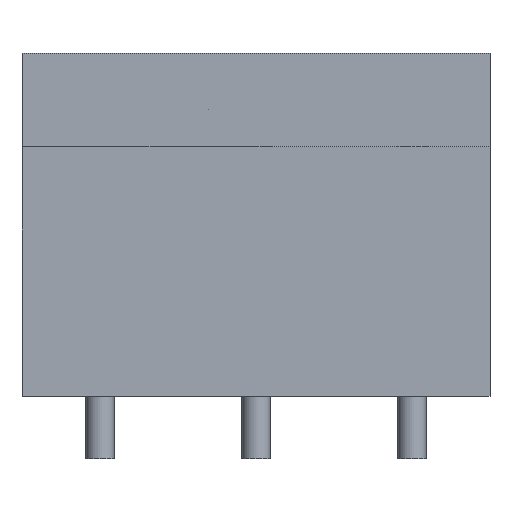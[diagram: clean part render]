
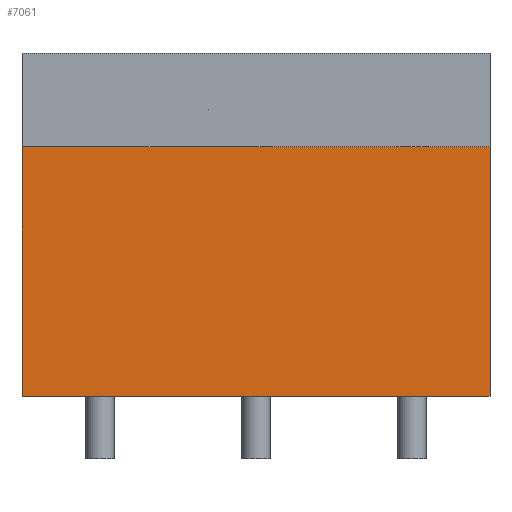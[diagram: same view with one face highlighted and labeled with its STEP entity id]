
A CAD part, front view. The second image highlights one B-rep face of the part: STEP entity #7061.
In plain terms, the highlighted planar face has unit normal (0, -1, 0).
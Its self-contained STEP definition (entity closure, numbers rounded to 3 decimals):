
#4768 = CARTESIAN_POINT ( 'NONE',  ( 12.5, -5.5, 0. ) ) ;
#4774 = CARTESIAN_POINT ( 'NONE',  ( -2.5, -5.5, 0. ) ) ;
#4794 = FACE_OUTER_BOUND ( 'NONE', #7062, .T. ) ;
#4801 = DIRECTION ( 'NONE',  ( 1., 0., 0. ) ) ;
#4802 = VECTOR ( 'NONE', #4801, 1000. ) ;
#4803 = CARTESIAN_POINT ( 'NONE',  ( -2.5, -5.5, 8. ) ) ;
#4804 = LINE ( 'NONE', #4803, #4802 ) ;
#4805 = CARTESIAN_POINT ( 'NONE',  ( 12.5, -5.5, 8. ) ) ;
#4806 = DIRECTION ( 'NONE',  ( 0., 0., -1. ) ) ;
#4807 = VECTOR ( 'NONE', #4806, 1000. ) ;
#4808 = CARTESIAN_POINT ( 'NONE',  ( 12.5, -5.5, 11. ) ) ;
#4809 = LINE ( 'NONE', #4808, #4807 ) ;
#4835 = DIRECTION ( 'NONE',  ( -1., 0., 0. ) ) ;
#4836 = DIRECTION ( 'NONE',  ( 0., 1., 0. ) ) ;
#4837 = CARTESIAN_POINT ( 'NONE',  ( -2.5, -5.5, 11. ) ) ;
#4838 = AXIS2_PLACEMENT_3D ( 'NONE', #4837, #4836, #4835 ) ;
#4840 = PLANE ( 'NONE',  #4838 ) ;
#4995 = DIRECTION ( 'NONE',  ( 0., 0., -1. ) ) ;
#4996 = VECTOR ( 'NONE', #4995, 1000. ) ;
#4997 = CARTESIAN_POINT ( 'NONE',  ( -2.5, -5.5, 11. ) ) ;
#4998 = LINE ( 'NONE', #4997, #4996 ) ;
#4999 = CARTESIAN_POINT ( 'NONE',  ( -2.5, -5.5, 8. ) ) ;
#5009 = DIRECTION ( 'NONE',  ( 1., 0., 0. ) ) ;
#5010 = VECTOR ( 'NONE', #5009, 1000. ) ;
#5011 = CARTESIAN_POINT ( 'NONE',  ( -2.5, -5.5, 0. ) ) ;
#5012 = LINE ( 'NONE', #5011, #5010 ) ;
#7034 = VERTEX_POINT ( 'NONE', #4774 ) ;
#7039 = VERTEX_POINT ( 'NONE', #4768 ) ;
#7054 = EDGE_CURVE ( 'NONE', #7055, #7039, #4809, .T. ) ;
#7055 = VERTEX_POINT ( 'NONE', #4805 ) ;
#7056 = ORIENTED_EDGE ( 'NONE', *, *, #7057, .F. ) ;
#7057 = EDGE_CURVE ( 'NONE', #7104, #7055, #4804, .T. ) ;
#7061 = ADVANCED_FACE ( 'NONE', ( #4794 ), #4840, .F. ) ;
#7062 = EDGE_LOOP ( 'NONE', ( #7063, #7056, #7105, #7073 ) ) ;
#7063 = ORIENTED_EDGE ( 'NONE', *, *, #7054, .F. ) ;
#7073 = ORIENTED_EDGE ( 'NONE', *, *, #7095, .T. ) ;
#7095 = EDGE_CURVE ( 'NONE', #7034, #7039, #5012, .T. ) ;
#7104 = VERTEX_POINT ( 'NONE', #4999 ) ;
#7105 = ORIENTED_EDGE ( 'NONE', *, *, #7106, .T. ) ;
#7106 = EDGE_CURVE ( 'NONE', #7104, #7034, #4998, .T. ) ;
